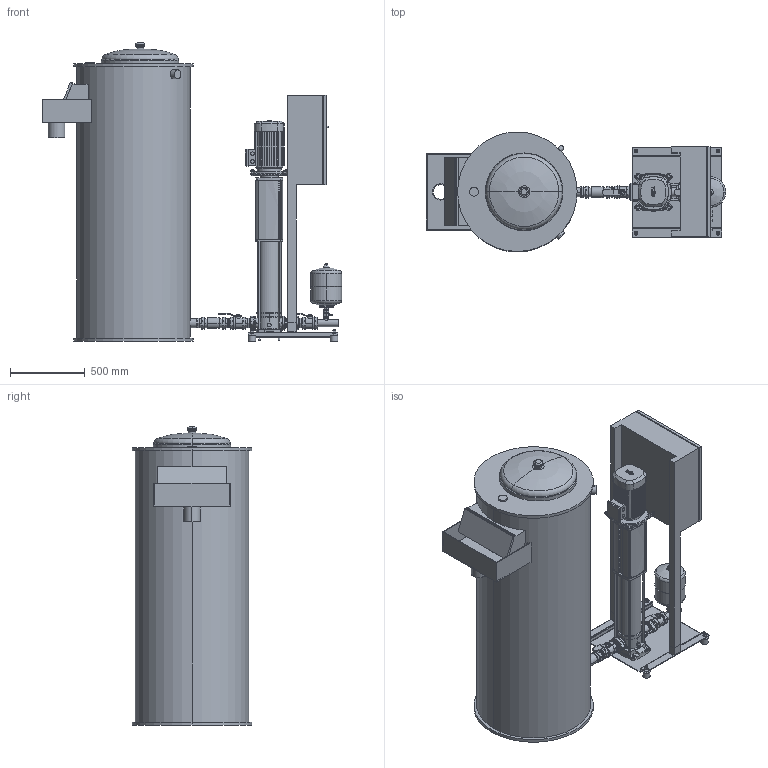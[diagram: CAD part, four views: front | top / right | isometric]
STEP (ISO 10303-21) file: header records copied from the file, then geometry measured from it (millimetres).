
FILE_DESCRIPTION((''),'2;1');
FILE_NAME('3d_FLACompact-1HELIXV1610DS16-2540113.stp','2016-01-25T12:55:15',(''),(''),'Mechanical Desktop 2009','Mechanical Desktop 2009',', , ');
FILE_SCHEMA(('CONFIG_CONTROL_DESIGN'));
Length unit declared in the file: millimetre
Products named in the file (1): Product
Bounding box: 2003 x 800 x 1995 mm (x, y, z)
Volume: 993493799.6 mm3; surface area: 12322671.1 mm2
Topology: 62 solids, 62 shells, 2317 faces, 6011 edges, 3919 vertices
Faces by surface type: plane 1066, bspline 684, cylinder 405, cone 114, torus 42, sphere 6
Entity records: 76015 total; most frequent: CARTESIAN_POINT 19608, ORIENTED_EDGE 12022, DIRECTION 10868, EDGE_CURVE 6011, VECTOR 3962, LINE 3962, VERTEX_POINT 3919, AXIS2_PLACEMENT_3D 3453
